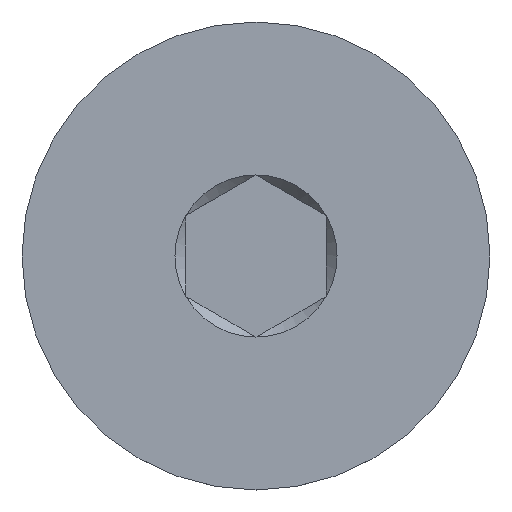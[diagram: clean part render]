
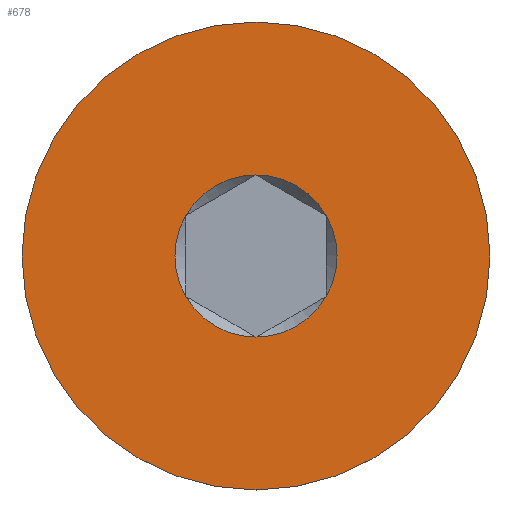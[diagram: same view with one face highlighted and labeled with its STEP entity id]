
A CAD part, top view. The second image highlights one B-rep face of the part: STEP entity #678.
In plain terms, the highlighted planar face has unit normal (0, 0, 1).
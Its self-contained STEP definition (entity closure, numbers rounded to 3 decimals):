
#17=FACE_BOUND('',#129,.T.);
#18=PLANE('',#751);
#87=FACE_OUTER_BOUND('',#128,.T.);
#128=EDGE_LOOP('',(#529,#530));
#129=EDGE_LOOP('',(#531,#532,#533,#534,#535,#536));
#153=CIRCLE('',#743,1.732);
#154=CIRCLE('',#745,5.);
#155=CIRCLE('',#746,5.);
#159=CIRCLE('',#752,1.732);
#160=CIRCLE('',#753,1.732);
#161=CIRCLE('',#754,1.732);
#162=CIRCLE('',#755,1.732);
#163=CIRCLE('',#756,1.732);
#301=VERTEX_POINT('',#3187);
#302=VERTEX_POINT('',#3188);
#303=VERTEX_POINT('',#3194);
#304=VERTEX_POINT('',#3195);
#310=VERTEX_POINT('',#3261);
#311=VERTEX_POINT('',#3263);
#312=VERTEX_POINT('',#3265);
#313=VERTEX_POINT('',#3267);
#388=EDGE_CURVE('',#301,#302,#153,.T.);
#389=EDGE_CURVE('',#303,#304,#154,.T.);
#390=EDGE_CURVE('',#304,#303,#155,.T.);
#399=EDGE_CURVE('',#302,#310,#159,.T.);
#400=EDGE_CURVE('',#310,#311,#160,.T.);
#401=EDGE_CURVE('',#311,#312,#161,.T.);
#402=EDGE_CURVE('',#312,#313,#162,.T.);
#403=EDGE_CURVE('',#313,#301,#163,.T.);
#529=ORIENTED_EDGE('',*,*,#389,.T.);
#530=ORIENTED_EDGE('',*,*,#390,.T.);
#531=ORIENTED_EDGE('',*,*,#399,.T.);
#532=ORIENTED_EDGE('',*,*,#400,.T.);
#533=ORIENTED_EDGE('',*,*,#401,.T.);
#534=ORIENTED_EDGE('',*,*,#402,.T.);
#535=ORIENTED_EDGE('',*,*,#403,.T.);
#536=ORIENTED_EDGE('',*,*,#388,.T.);
#678=ADVANCED_FACE('',(#87,#17),#18,.F.);
#743=AXIS2_PLACEMENT_3D('',#3192,#848,#849);
#745=AXIS2_PLACEMENT_3D('',#3196,#852,#853);
#746=AXIS2_PLACEMENT_3D('',#3197,#854,#855);
#751=AXIS2_PLACEMENT_3D('',#3260,#866,#867);
#752=AXIS2_PLACEMENT_3D('',#3262,#868,#869);
#753=AXIS2_PLACEMENT_3D('',#3264,#870,#871);
#754=AXIS2_PLACEMENT_3D('',#3266,#872,#873);
#755=AXIS2_PLACEMENT_3D('',#3268,#874,#875);
#756=AXIS2_PLACEMENT_3D('',#3269,#876,#877);
#848=DIRECTION('center_axis',(0.,0.,-1.));
#849=DIRECTION('ref_axis',(-1.,0.,0.));
#852=DIRECTION('center_axis',(0.,0.,1.));
#853=DIRECTION('ref_axis',(0.,-1.,0.));
#854=DIRECTION('center_axis',(0.,0.,1.));
#855=DIRECTION('ref_axis',(0.,-1.,0.));
#866=DIRECTION('center_axis',(0.,0.,-1.));
#867=DIRECTION('ref_axis',(0.,1.,0.));
#868=DIRECTION('center_axis',(0.,0.,-1.));
#869=DIRECTION('ref_axis',(-1.,0.,0.));
#870=DIRECTION('center_axis',(0.,0.,-1.));
#871=DIRECTION('ref_axis',(-1.,0.,0.));
#872=DIRECTION('center_axis',(0.,0.,-1.));
#873=DIRECTION('ref_axis',(-1.,0.,0.));
#874=DIRECTION('center_axis',(0.,0.,-1.));
#875=DIRECTION('ref_axis',(-1.,0.,0.));
#876=DIRECTION('center_axis',(0.,0.,-1.));
#877=DIRECTION('ref_axis',(-1.,0.,0.));
#3187=CARTESIAN_POINT('',(-1.5,-0.866,5.));
#3188=CARTESIAN_POINT('',(-1.5,0.866,5.));
#3192=CARTESIAN_POINT('Origin',(0.,0.,5.));
#3194=CARTESIAN_POINT('',(0.,-5.,5.));
#3195=CARTESIAN_POINT('',(0.,5.,5.));
#3196=CARTESIAN_POINT('Origin',(0.,0.,5.));
#3197=CARTESIAN_POINT('Origin',(0.,0.,5.));
#3260=CARTESIAN_POINT('Origin',(0.,0.,
5.));
#3261=CARTESIAN_POINT('',(0.,1.732,5.));
#3262=CARTESIAN_POINT('Origin',(0.,0.,5.));
#3263=CARTESIAN_POINT('',(1.5,0.866,5.));
#3264=CARTESIAN_POINT('Origin',(0.,0.,5.));
#3265=CARTESIAN_POINT('',(1.5,-0.866,5.));
#3266=CARTESIAN_POINT('Origin',(0.,0.,5.));
#3267=CARTESIAN_POINT('',(0.,-1.732,5.));
#3268=CARTESIAN_POINT('Origin',(0.,0.,5.));
#3269=CARTESIAN_POINT('Origin',(0.,0.,5.));
